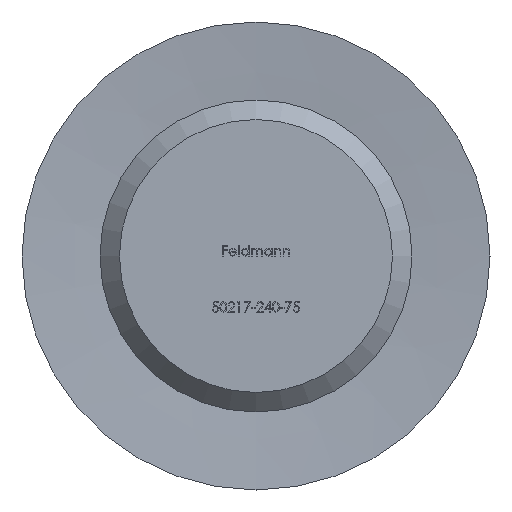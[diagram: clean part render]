
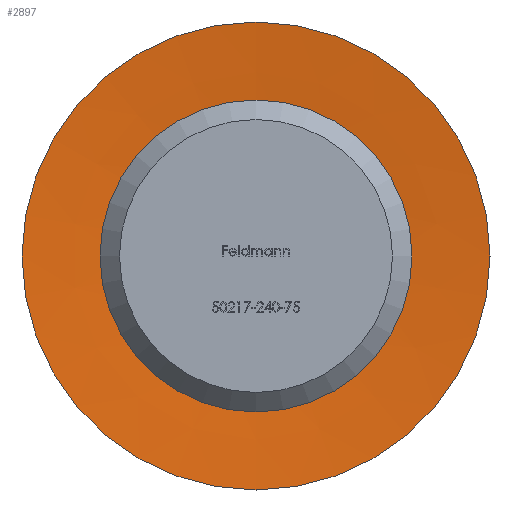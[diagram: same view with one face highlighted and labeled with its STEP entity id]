
A CAD part, front view. The second image highlights one B-rep face of the part: STEP entity #2897.
In plain terms, the highlighted conical face has half-angle 85 degrees and reference radius 3.424 mm.
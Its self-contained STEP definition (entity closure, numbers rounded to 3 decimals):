
#1421 = DIRECTION ( 'NONE',  ( 0., 0., -1. ) ) ;
#1546 = CARTESIAN_POINT ( 'NONE',  ( 0., 0.225, 0. ) ) ;
#2897 = ADVANCED_FACE ( 'NONE', ( #12618, #10743 ), #9657, .F. ) ;
#4171 = EDGE_LOOP ( 'NONE', ( #7356 ) ) ;
#4565 = VERTEX_POINT ( 'NONE', #12261 ) ;
#4755 = DIRECTION ( 'NONE',  ( 0., 0., -1. ) ) ;
#5045 = CIRCLE ( 'NONE', #11776, 3.424 ) ;
#5265 = EDGE_CURVE ( 'NONE', #4565, #4565, #11034, .T. ) ;
#5460 = ORIENTED_EDGE ( 'NONE', *, *, #5265, .T. ) ;
#5676 = CARTESIAN_POINT ( 'NONE',  ( 0., 0.225, 0. ) ) ;
#5765 = AXIS2_PLACEMENT_3D ( 'NONE', #12584, #8671, #4755 ) ;
#6342 = EDGE_CURVE ( 'NONE', #7851, #7851, #5045, .T. ) ;
#6467 = AXIS2_PLACEMENT_3D ( 'NONE', #1546, #6528, #1421 ) ;
#6528 = DIRECTION ( 'NONE',  ( 0., -1., 0. ) ) ;
#7223 = CARTESIAN_POINT ( 'NONE',  ( 0., 0.225, -3.424 ) ) ;
#7356 = ORIENTED_EDGE ( 'NONE', *, *, #6342, .F. ) ;
#7628 = DIRECTION ( 'NONE',  ( 0., -1., 0. ) ) ;
#7851 = VERTEX_POINT ( 'NONE', #7223 ) ;
#8637 = DIRECTION ( 'NONE',  ( 0., 0., -1. ) ) ;
#8671 = DIRECTION ( 'NONE',  ( 0., -1., 0. ) ) ;
#9657 = CONICAL_SURFACE ( 'NONE', #6467, 3.424, 1.484 ) ;
#10743 = FACE_BOUND ( 'NONE', #4171, .T. ) ;
#11034 = CIRCLE ( 'NONE', #5765, 6. ) ;
#11776 = AXIS2_PLACEMENT_3D ( 'NONE', #5676, #7628, #8637 ) ;
#12261 = CARTESIAN_POINT ( 'NONE',  ( 0., 0., -6. ) ) ;
#12584 = CARTESIAN_POINT ( 'NONE',  ( 0., 0., 0. ) ) ;
#12618 = FACE_OUTER_BOUND ( 'NONE', #12800, .T. ) ;
#12800 = EDGE_LOOP ( 'NONE', ( #5460 ) ) ;
